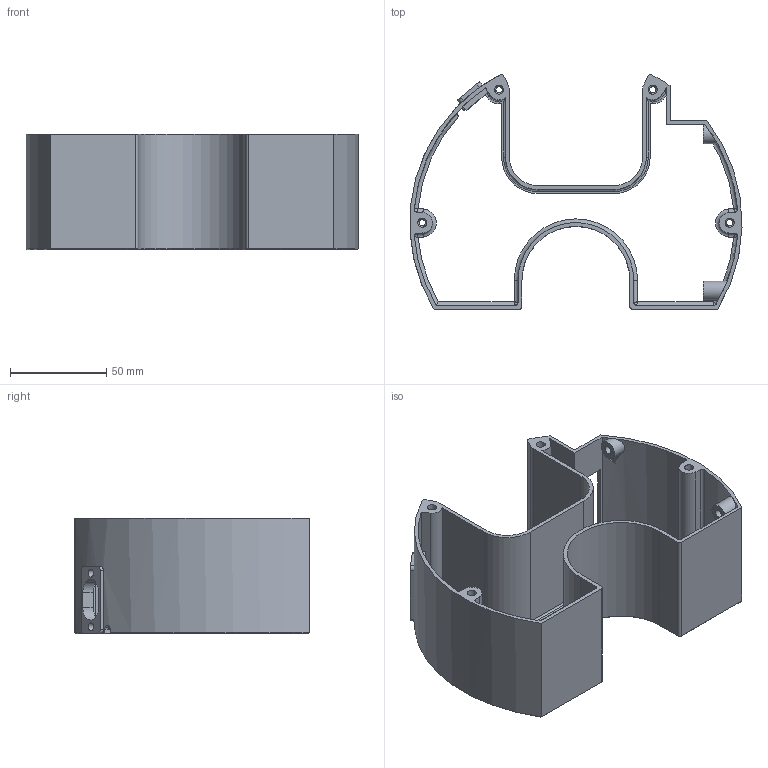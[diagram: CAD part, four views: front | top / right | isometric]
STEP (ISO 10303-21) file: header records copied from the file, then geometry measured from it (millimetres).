
FILE_DESCRIPTION(/* description */ (''),/* implementation_level */ '2;1');
FILE_NAME(/* name */ 'scale_shield.step',/* time_stamp */ '2024-03-31T13:00:18+02:00',/* author */ (''),/* organization */ (''),/* preprocessor_version */ 'ST-DEVELOPER v20',/* originating_system */ 'Autodesk Translation Framework v12.20.1.177',/* authorisation */ '');
FILE_SCHEMA (('AUTOMOTIVE_DESIGN { 1 0 10303 214 3 1 1 }'));
Length unit declared in the file: millimetre
Products named in the file (5): open_trickler_v1.3.2; A&D FX Shield; scale_shield_lower_assembly; scale_shield_body_assembly; scale_shield
Assembly tree (4 placements, depth 5):
  open_trickler_v1.3.2
    A&D FX Shield
      scale_shield_lower_assembly
        scale_shield_body_assembly
          scale_shield
Bounding box: 172.84 x 122.12 x 60 mm (x, y, z)
Volume: 102332.6 mm3; surface area: 89196.2 mm2
Topology: 1 solids, 1 shells, 247 faces, 634 edges, 386 vertices
Faces by surface type: plane 101, cylinder 87, cone 38, torus 14, bspline 7
Full cylindrical faces by diameter (mm): 3.4 x4, 4.2 x4, 4.7 x8
Entity records: 8195 total; most frequent: CARTESIAN_POINT 2091, DIRECTION 1275, ORIENTED_EDGE 1256, EDGE_CURVE 628, AXIS2_PLACEMENT_3D 458, VERTEX_POINT 386, LINE 359, VECTOR 359
